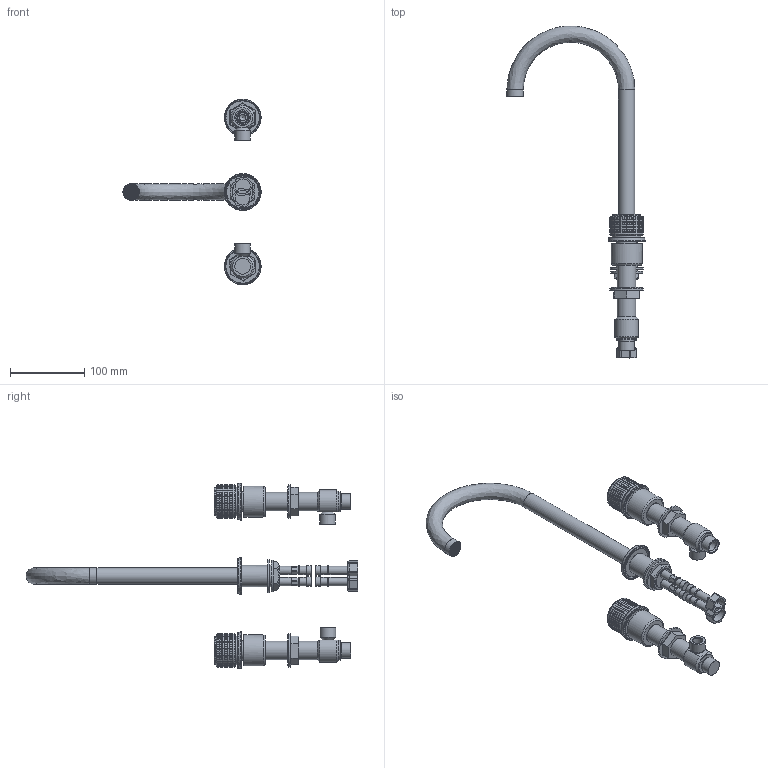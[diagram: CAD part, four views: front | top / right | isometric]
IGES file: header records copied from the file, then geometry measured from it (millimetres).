
Global section: file name: FORMET20K16-COR; native system: Autodesk Inventor 2020; preprocessor: unknown; author: camerond; date: 20221130.103502; units: millimetre
Bounding box: 185.75 x 446.51 x 249.5 mm (x, y, z)
Volume: 445940.5 mm3; surface area: 209959.1 mm2
Topology: 49 solids, 49 shells, 5098 faces, 13777 edges, 8889 vertices
Faces by surface type: bspline 5098
